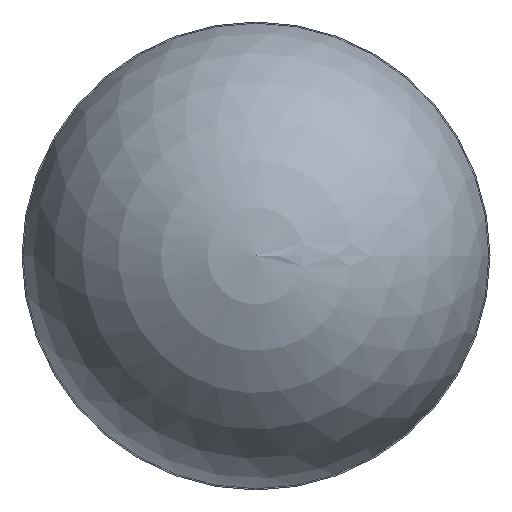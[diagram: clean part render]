
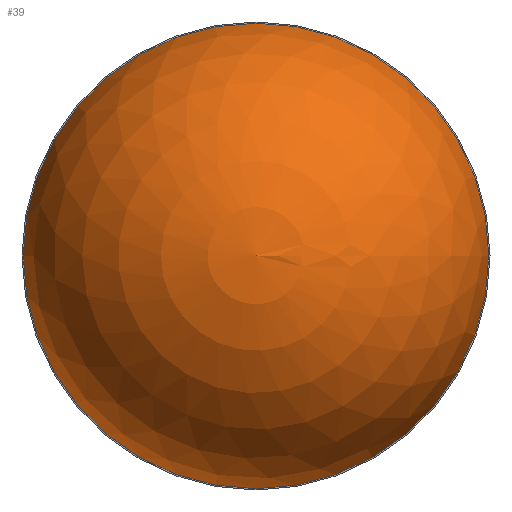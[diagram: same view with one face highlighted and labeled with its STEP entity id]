
A CAD part, top view. The second image highlights one B-rep face of the part: STEP entity #39.
In plain terms, the highlighted spherical face has radius 9.5 mm.
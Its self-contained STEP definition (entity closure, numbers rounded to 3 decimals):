
#39 = ADVANCED_FACE( '', ( #80 ), #81, .T. );
#80 = FACE_OUTER_BOUND( '', #122, .T. );
#81 = SPHERICAL_SURFACE( '', #123, 9.5 );
#122 = EDGE_LOOP( '', ( #164 ) );
#123 = AXIS2_PLACEMENT_3D( '', #165, #166, #167 );
#164 = ORIENTED_EDGE( '', *, *, #202, .F. );
#165 = CARTESIAN_POINT( '', ( 0., 0., 8.5 ) );
#166 = DIRECTION( '', ( 0., 0., 1. ) );
#167 = DIRECTION( '', ( 1., 0., 0. ) );
#202 = EDGE_CURVE( '', #222, #222, #223, .F. );
#222 = VERTEX_POINT( '', #247 );
#223 = CIRCLE( '', #248, 9.448 );
#247 = CARTESIAN_POINT( '', ( 9.448, 0., 9.497 ) );
#248 = AXIS2_PLACEMENT_3D( '', #272, #273, #274 );
#272 = CARTESIAN_POINT( '', ( 0., 0., 9.497 ) );
#273 = DIRECTION( '', ( 0., 0., 1. ) );
#274 = DIRECTION( '', ( 1., 0., 0. ) );
